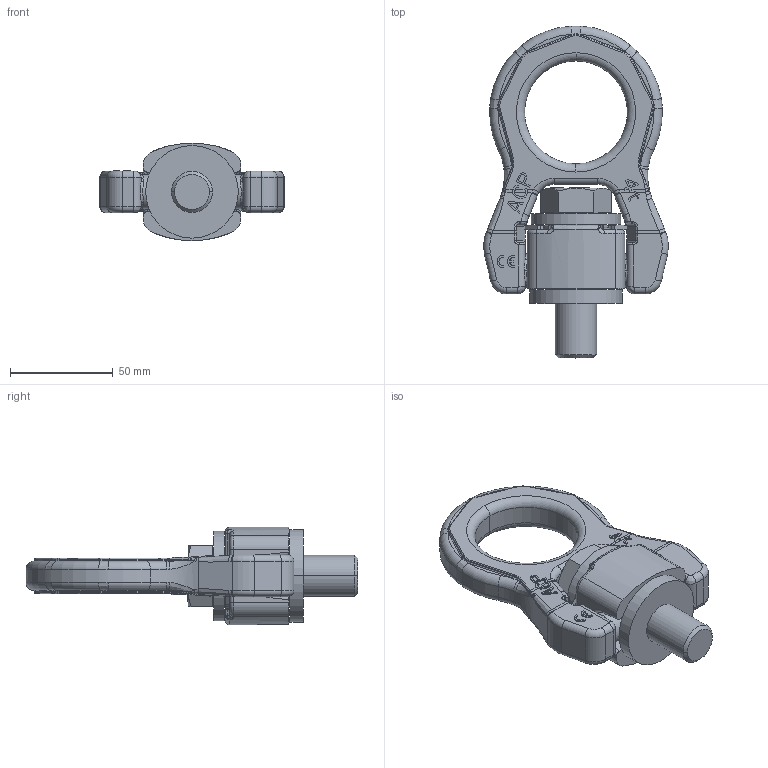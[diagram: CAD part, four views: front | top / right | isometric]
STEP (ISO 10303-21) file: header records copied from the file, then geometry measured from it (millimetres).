
FILE_DESCRIPTION((''),'2;1');
FILE_NAME('001-M35814-P-1_ASM','2019-02-27T',('anja.joas'),(''),'PRO/ENGINEER BY PARAMETRIC TECHNOLOGY CORPORATION, 2011490','PRO/ENGINEER BY PARAMETRIC TECHNOLOGY CORPORATION, 2011490','');
FILE_SCHEMA(('CONFIG_CONTROL_DESIGN'));
Length unit declared in the file: millimetre
Products named in the file (5): 001-M35814-P-20; 001-M35814-P-10; 001-M35814-P-50; 001-M34904-P-6; 001-M35814-P-1_ASM
Assembly tree (4 placements, depth 2):
  001-M35814-P-1_ASM
    001-M35814-P-20
    001-M35814-P-10
    001-M35814-P-50
    001-M34904-P-6
Bounding box: 89.77 x 161.37 x 47.37 mm (x, y, z)
Volume: 183474.5 mm3; surface area: 50975.2 mm2
Topology: 5 solids, 5 shells, 858 faces, 2194 edges, 1367 vertices
Faces by surface type: plane 453, cylinder 182, bspline 124, torus 90, cone 8, extrusion 1
Entity records: 31195 total; most frequent: CARTESIAN_POINT 10999, ORIENTED_EDGE 4388, DIRECTION 3941, EDGE_CURVE 2194, VERTEX_POINT 1367, VECTOR 1325, LINE 1324, AXIS2_PLACEMENT_3D 1308
